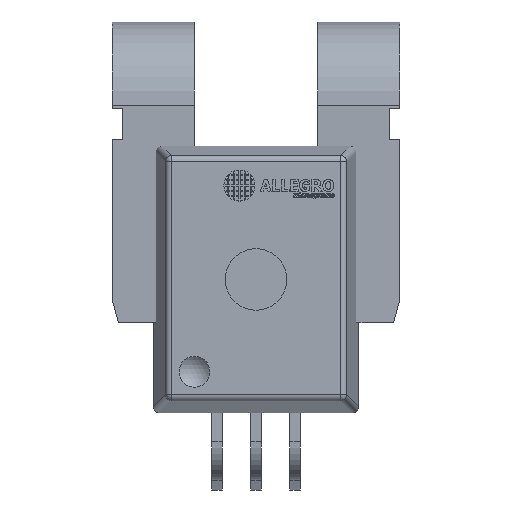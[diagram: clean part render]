
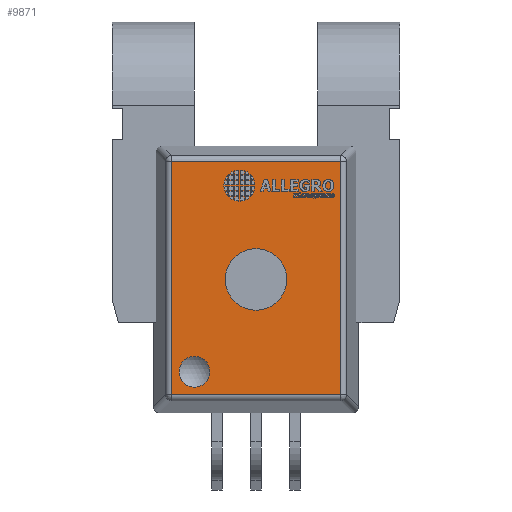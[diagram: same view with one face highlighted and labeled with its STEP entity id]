
A CAD part, top view. The second image highlights one B-rep face of the part: STEP entity #9871.
In plain terms, the highlighted planar face has unit normal (0, 0, 1).
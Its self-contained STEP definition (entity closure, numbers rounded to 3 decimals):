
#182=FACE_BOUND('',#1443,.T.);
#183=FACE_BOUND('',#1444,.T.);
#718=CIRCLE('',#10582,0.75);
#719=CIRCLE('',#10583,1.5);
#830=FACE_OUTER_BOUND('',#1442,.T.);
#1442=EDGE_LOOP('',(#6809,#6810,#6811,#6812));
#1443=EDGE_LOOP('',(#6813));
#1444=EDGE_LOOP('',(#6814));
#2097=LINE('',#13483,#3150);
#2099=LINE('',#13493,#3152);
#2101=LINE('',#13496,#3154);
#2107=LINE('',#13507,#3160);
#3150=VECTOR('',#11288,8.248);
#3152=VECTOR('',#11300,11.37);
#3154=VECTOR('',#11304,8.248);
#3160=VECTOR('',#11318,11.37);
#4191=VERTEX_POINT('',#13459);
#4196=VERTEX_POINT('',#13472);
#4199=VERTEX_POINT('',#13479);
#4202=VERTEX_POINT('',#13489);
#4208=VERTEX_POINT('',#13541);
#4209=VERTEX_POINT('',#13543);
#5193=EDGE_CURVE('',#4191,#4199,#2097,.T.);
#5198=EDGE_CURVE('',#4199,#4202,#2099,.T.);
#5200=EDGE_CURVE('',#4202,#4196,#2101,.T.);
#5207=EDGE_CURVE('',#4196,#4191,#2107,.T.);
#5226=EDGE_CURVE('',#4208,#4208,#718,.T.);
#5227=EDGE_CURVE('',#4209,#4209,#719,.T.);
#6809=ORIENTED_EDGE('',*,*,#5193,.F.);
#6810=ORIENTED_EDGE('',*,*,#5207,.F.);
#6811=ORIENTED_EDGE('',*,*,#5200,.F.);
#6812=ORIENTED_EDGE('',*,*,#5198,.F.);
#6813=ORIENTED_EDGE('',*,*,#5226,.T.);
#6814=ORIENTED_EDGE('',*,*,#5227,.T.);
#9437=PLANE('',#10581);
#9871=ADVANCED_FACE('',(#830,#182,#183),#9437,.T.);
#10581=AXIS2_PLACEMENT_3D('',#13540,#11360,#11361);
#10582=AXIS2_PLACEMENT_3D('',#13542,#11362,#11363);
#10583=AXIS2_PLACEMENT_3D('',#13544,#11364,#11365);
#11288=DIRECTION('',(1.,0.,0.));
#11300=DIRECTION('',(0.,-1.,0.));
#11304=DIRECTION('',(-1.,0.,0.));
#11318=DIRECTION('',(0.,1.,0.));
#11360=DIRECTION('center_axis',(0.,0.,1.));
#11361=DIRECTION('ref_axis',(1.,0.,0.));
#11362=DIRECTION('center_axis',(0.,0.,-1.));
#11363=DIRECTION('ref_axis',(-1.,0.,0.));
#11364=DIRECTION('center_axis',(0.,0.,-1.));
#11365=DIRECTION('ref_axis',(-1.,0.,0.));
#13459=CARTESIAN_POINT('',(-4.124,5.746,3.539));
#13472=CARTESIAN_POINT('',(-4.124,-5.624,3.539));
#13479=CARTESIAN_POINT('',(4.124,5.746,3.539));
#13483=CARTESIAN_POINT('',(-2.5,5.746,3.539));
#13489=CARTESIAN_POINT('',(4.124,-5.624,3.539));
#13493=CARTESIAN_POINT('',(4.124,-3.25,3.539));
#13496=CARTESIAN_POINT('',(-2.5,-5.624,3.539));
#13507=CARTESIAN_POINT('',(-4.124,-3.25,3.539));
#13540=CARTESIAN_POINT('Origin',(0.,0.,3.539));
#13541=CARTESIAN_POINT('',(-2.25,-4.5,3.539));
#13542=CARTESIAN_POINT('Origin',(-3.,-4.5,3.539));
#13543=CARTESIAN_POINT('',(1.5,0.,3.539));
#13544=CARTESIAN_POINT('Origin',(0.,0.,3.539));
